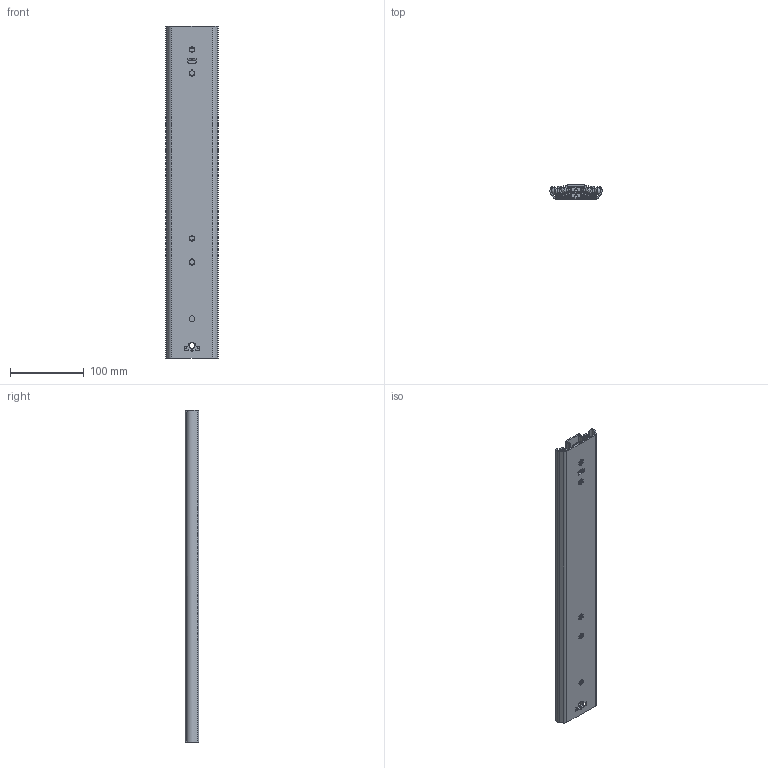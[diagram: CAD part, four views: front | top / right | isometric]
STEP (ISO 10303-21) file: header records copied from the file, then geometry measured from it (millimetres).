
FILE_DESCRIPTION((''),'2;1');
FILE_NAME('101-S24_ASM','2015-05-13T',('w.jans'),(''),'PRO/ENGINEER BY PARAMETRIC TECHNOLOGY CORPORATION, 2003450','PRO/ENGINEER BY PARAMETRIC TECHNOLOGY CORPORATION, 2003450','');
FILE_SCHEMA(('CONFIG_CONTROL_DESIGN'));
Length unit declared in the file: millimetre
Products named in the file (14): 101-S24-SKEL; 511-01-S24-TA1; 511-01-S24-TA1_ASM; 515-4XX-01-S24; 911-073; 515-4XX-01-S24_ASM; 512-01-S24-TA2; 512-01-S24-TA2_ASM; 515-5XX-01-S24; 911-078; 515-5XX-01-S24_ASM; 513-01-S24-TA3; 513-01-S24-TA3_ASM; 101-S24_ASM
Assembly tree (53 placements, depth 3):
  101-S24_ASM
    101-S24-SKEL
    511-01-S24-TA1_ASM
      511-01-S24-TA1
    515-4XX-01-S24_ASM
      515-4XX-01-S24
      911-073  x22
    512-01-S24-TA2_ASM
      512-01-S24-TA2
    515-5XX-01-S24_ASM
      515-5XX-01-S24
      911-078  x20
    513-01-S24-TA3_ASM
      513-01-S24-TA3
Bounding box: 70.9 x 18.4 x 450 mm (x, y, z)
Volume: 223619.1 mm3; surface area: 269100.6 mm2
Topology: 47 solids, 47 shells, 1124 faces, 3249 edges, 2036 vertices
Faces by surface type: plane 552, cylinder 454, sphere 84, cone 34
Entity records: 37214 total; most frequent: CARTESIAN_POINT 8589, DIRECTION 6005, ORIENTED_EDGE 6002, EDGE_CURVE 3001, AXIS2_PLACEMENT_3D 2033, VERTEX_POINT 1956, VECTOR 1939, LINE 1939
